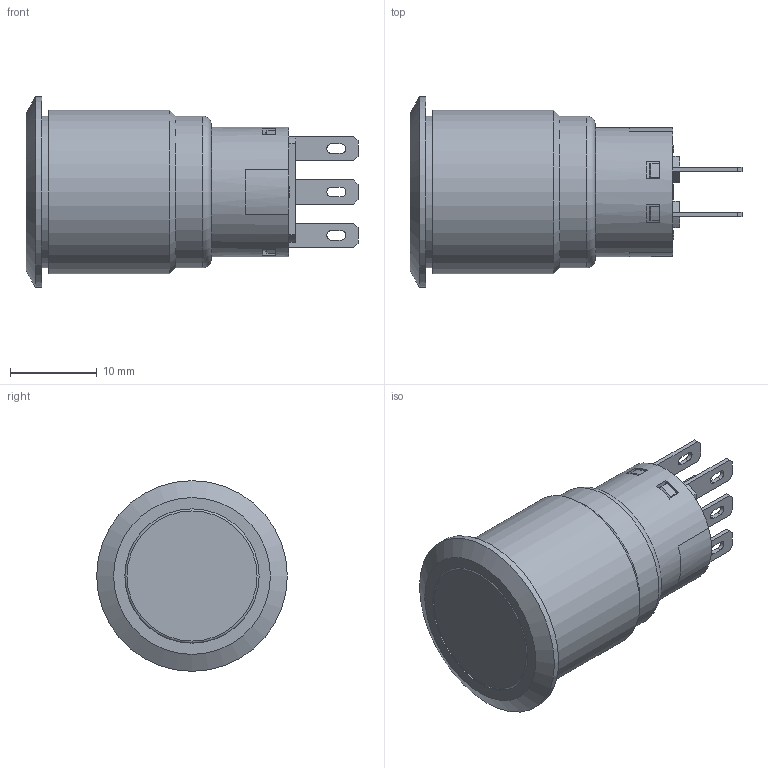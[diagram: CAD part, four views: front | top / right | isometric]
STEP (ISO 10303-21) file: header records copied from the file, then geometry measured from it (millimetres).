
FILE_DESCRIPTION(/* description */ (''),/* implementation_level */ '2;1');
FILE_NAME(/* name */ 'PV4F2H0xx.stp',/* time_stamp */ '2023-01-17T16:59:12-06:00',/* author */ ('mwilliams'),/* organization */ (''),/* preprocessor_version */ 'ST-DEVELOPER v18',/* originating_system */ 'Autodesk Inventor 2020',/* authorisation */ '');
FILE_SCHEMA (('AUTOMOTIVE_DESIGN { 1 0 10303 214 3 1 1 }'));
Length unit declared in the file: inch
Products named in the file (1): PV4F2H0SSG_Shrinkwrap_1
Bounding box: 38.3 x 22 x 22 mm (x, y, z)
Volume: 7543.3 mm3; surface area: 2837.2 mm2
Topology: 1 solids, 1 shells, 233 faces, 641 edges, 431 vertices
Faces by surface type: plane 163, cylinder 35, bspline 27, cone 6, torus 2
Full cylindrical faces by diameter (mm): 14.9 x1, 15 x1, 15.5 x1, 17.5 x2, 18.9 x1, 22 x1
Entity records: 7607 total; most frequent: CARTESIAN_POINT 1681, ORIENTED_EDGE 1282, DIRECTION 1108, EDGE_CURVE 641, LINE 464, VECTOR 464, VERTEX_POINT 431, AXIS2_PLACEMENT_3D 322
